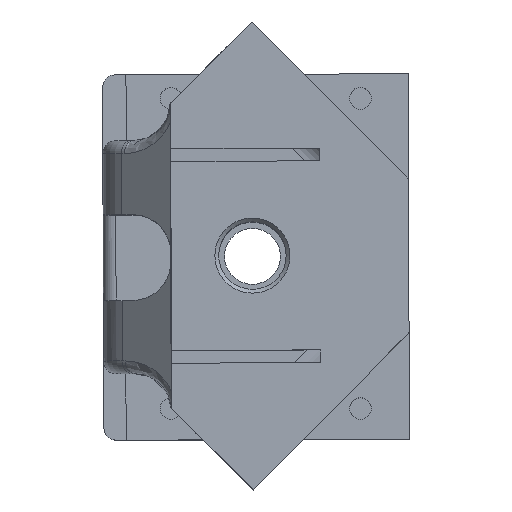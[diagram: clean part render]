
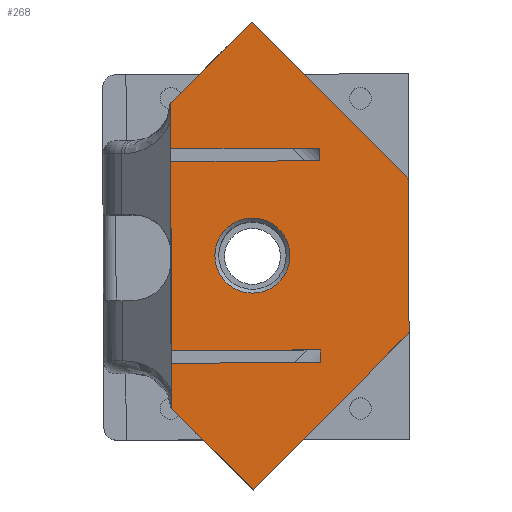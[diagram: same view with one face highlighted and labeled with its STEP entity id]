
A CAD part, top view. The second image highlights one B-rep face of the part: STEP entity #268.
In plain terms, the highlighted planar face has unit normal (0, 0, 1).
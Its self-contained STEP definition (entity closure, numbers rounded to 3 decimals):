
#34=CARTESIAN_POINT('',(12.696,79.028,52.184));
#35=VERTEX_POINT('',#34);
#112=CARTESIAN_POINT('',(6.37,72.654,52.184));
#113=VERTEX_POINT('',#112);
#120=CARTESIAN_POINT('',(6.37,72.654,52.184));
#121=DIRECTION('',(0.704,0.71,0.));
#122=VECTOR('',#121,8.98);
#123=LINE('',#120,#122);
#124=EDGE_CURVE('',#113,#35,#123,.T.);
#129=CARTESIAN_POINT('',(-161.997,212.872,52.184));
#130=DIRECTION('',(0.,0.,1.));
#131=DIRECTION('',(0.009,1.,0.));
#132=AXIS2_PLACEMENT_3D('',#129,#130,#131);
#133=PLANE('',#132);
#134=CARTESIAN_POINT('',(12.8,63.629,52.184));
#135=VERTEX_POINT('',#134);
#136=CARTESIAN_POINT('',(12.8,60.678,52.184));
#137=DIRECTION('',(-0.,0.,-1.));
#138=DIRECTION('',(0.,1.,0.));
#139=AXIS2_PLACEMENT_3D('',#136,#137,#138);
#140=CIRCLE('',#139,2.951);
#141=EDGE_CURVE('',#135,#135,#140,.T.);
#142=ORIENTED_EDGE('',*,*,#141,.T.);
#143=EDGE_LOOP('',(#142));
#144=FACE_BOUND('',#143,.T.);
#145=CARTESIAN_POINT('',(25.102,54.705,52.184));
#146=VERTEX_POINT('',#145);
#147=CARTESIAN_POINT('',(25.058,66.673,52.184));
#148=VERTEX_POINT('',#147);
#149=CARTESIAN_POINT('',(25.102,54.705,52.184));
#150=DIRECTION('',(-0.004,1.,0.));
#151=VECTOR('',#150,11.968);
#152=LINE('',#149,#151);
#153=EDGE_CURVE('',#146,#148,#152,.T.);
#154=ORIENTED_EDGE('',*,*,#153,.T.);
#155=CARTESIAN_POINT('',(24.336,67.474,52.184));
#156=VERTEX_POINT('',#155);
#157=CARTESIAN_POINT('',(17.573,60.661,52.184));
#158=DIRECTION('',(0.,0.,1.));
#159=DIRECTION('',(1.,0.,-0.));
#160=AXIS2_PLACEMENT_3D('',#157,#158,#159);
#161=CIRCLE('',#160,9.6);
#162=EDGE_CURVE('',#148,#156,#161,.T.);
#163=ORIENTED_EDGE('',*,*,#162,.T.);
#164=CARTESIAN_POINT('',(24.336,67.474,52.184));
#165=DIRECTION('',(-0.71,0.704,0.));
#166=VECTOR('',#165,16.4);
#167=LINE('',#164,#166);
#168=EDGE_CURVE('',#156,#35,#167,.T.);
#169=ORIENTED_EDGE('',*,*,#168,.T.);
#170=ORIENTED_EDGE('',*,*,#124,.F.);
#171=CARTESIAN_POINT('',(6.383,69.079,52.184));
#172=VERTEX_POINT('',#171);
#173=CARTESIAN_POINT('',(6.37,72.654,52.184));
#174=DIRECTION('',(0.004,-1.,0.));
#175=VECTOR('',#174,3.575);
#176=LINE('',#173,#175);
#177=EDGE_CURVE('',#113,#172,#176,.T.);
#178=ORIENTED_EDGE('',*,*,#177,.T.);
#179=CARTESIAN_POINT('',(18.071,69.122,52.184));
#180=VERTEX_POINT('',#179);
#181=CARTESIAN_POINT('',(6.383,69.079,52.184));
#182=DIRECTION('',(1.,0.004,0.));
#183=VECTOR('',#182,11.688);
#184=LINE('',#181,#183);
#185=EDGE_CURVE('',#172,#180,#184,.T.);
#186=ORIENTED_EDGE('',*,*,#185,.T.);
#187=CARTESIAN_POINT('',(18.075,68.122,52.184));
#188=VERTEX_POINT('',#187);
#189=CARTESIAN_POINT('',(18.071,69.122,52.184));
#190=DIRECTION('',(0.004,-1.,0.));
#191=VECTOR('',#190,1.);
#192=LINE('',#189,#191);
#193=EDGE_CURVE('',#180,#188,#192,.T.);
#194=ORIENTED_EDGE('',*,*,#193,.T.);
#195=CARTESIAN_POINT('',(6.386,68.079,52.184));
#196=VERTEX_POINT('',#195);
#197=CARTESIAN_POINT('',(18.075,68.122,52.184));
#198=DIRECTION('',(-1.,-0.004,0.));
#199=VECTOR('',#198,11.689);
#200=LINE('',#197,#199);
#201=EDGE_CURVE('',#188,#196,#200,.T.);
#202=ORIENTED_EDGE('',*,*,#201,.T.);
#203=CARTESIAN_POINT('',(6.442,53.23,52.184));
#204=VERTEX_POINT('',#203);
#205=CARTESIAN_POINT('',(6.442,53.23,52.184));
#206=DIRECTION('',(-0.004,1.,0.));
#207=VECTOR('',#206,14.849);
#208=LINE('',#205,#207);
#209=EDGE_CURVE('',#204,#196,#208,.T.);
#210=ORIENTED_EDGE('',*,*,#209,.F.);
#211=CARTESIAN_POINT('',(18.131,53.273,52.184));
#212=VERTEX_POINT('',#211);
#213=CARTESIAN_POINT('',(18.131,53.273,52.184));
#214=DIRECTION('',(-1.,-0.004,0.));
#215=VECTOR('',#214,11.689);
#216=LINE('',#213,#215);
#217=EDGE_CURVE('',#212,#204,#216,.T.);
#218=ORIENTED_EDGE('',*,*,#217,.F.);
#219=CARTESIAN_POINT('',(18.134,52.273,52.184));
#220=VERTEX_POINT('',#219);
#221=CARTESIAN_POINT('',(18.131,53.273,52.184));
#222=DIRECTION('',(0.004,-1.,0.));
#223=VECTOR('',#222,1.);
#224=LINE('',#221,#223);
#225=EDGE_CURVE('',#212,#220,#224,.T.);
#226=ORIENTED_EDGE('',*,*,#225,.T.);
#227=CARTESIAN_POINT('',(6.446,52.23,52.184));
#228=VERTEX_POINT('',#227);
#229=CARTESIAN_POINT('',(18.134,52.273,52.184));
#230=DIRECTION('',(-1.,-0.004,0.));
#231=VECTOR('',#230,11.688);
#232=LINE('',#229,#231);
#233=EDGE_CURVE('',#220,#228,#232,.T.);
#234=ORIENTED_EDGE('',*,*,#233,.T.);
#235=CARTESIAN_POINT('',(6.46,48.654,52.184));
#236=VERTEX_POINT('',#235);
#237=CARTESIAN_POINT('',(6.446,52.23,52.184));
#238=DIRECTION('',(0.004,-1.,0.));
#239=VECTOR('',#238,3.575);
#240=LINE('',#237,#239);
#241=EDGE_CURVE('',#228,#236,#240,.T.);
#242=ORIENTED_EDGE('',*,*,#241,.T.);
#243=CARTESIAN_POINT('',(12.868,42.293,52.184));
#244=VERTEX_POINT('',#243);
#245=CARTESIAN_POINT('',(6.46,48.654,52.184));
#246=DIRECTION('',(0.71,-0.704,0.));
#247=VECTOR('',#246,9.029);
#248=LINE('',#245,#247);
#249=EDGE_CURVE('',#236,#244,#248,.T.);
#250=ORIENTED_EDGE('',*,*,#249,.T.);
#251=CARTESIAN_POINT('',(24.387,53.898,52.184));
#252=VERTEX_POINT('',#251);
#253=CARTESIAN_POINT('',(12.868,42.293,52.184));
#254=DIRECTION('',(0.704,0.71,0.));
#255=VECTOR('',#254,16.351);
#256=LINE('',#253,#255);
#257=EDGE_CURVE('',#244,#252,#256,.T.);
#258=ORIENTED_EDGE('',*,*,#257,.T.);
#259=CARTESIAN_POINT('',(17.573,60.661,52.184));
#260=DIRECTION('',(0.,0.,1.));
#261=DIRECTION('',(1.,0.,-0.));
#262=AXIS2_PLACEMENT_3D('',#259,#260,#261);
#263=CIRCLE('',#262,9.6);
#264=EDGE_CURVE('',#252,#146,#263,.T.);
#265=ORIENTED_EDGE('',*,*,#264,.T.);
#266=EDGE_LOOP('',(#154,#163,#169,#170,#178,#186,#194,#202,#210,#218,#226,#234,#242,#250,#258,#265));
#267=FACE_BOUND('',#266,.T.);
#268=ADVANCED_FACE('',(#144,#267),#133,.T.);
